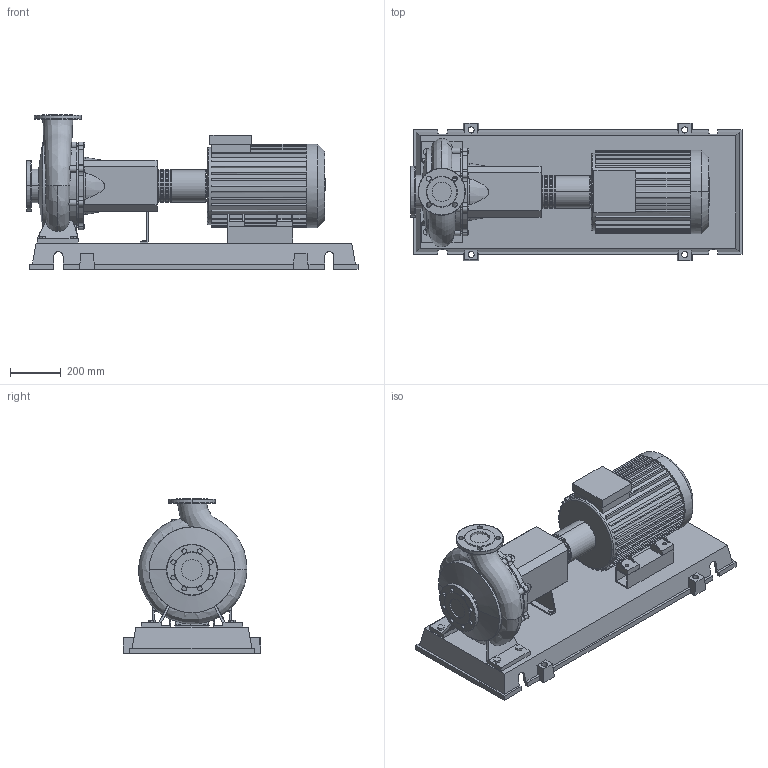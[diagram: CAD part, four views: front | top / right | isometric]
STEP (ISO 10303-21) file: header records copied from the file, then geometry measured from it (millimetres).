
FILE_DESCRIPTION((''),'2;1');
FILE_NAME('3d_NL65_315-15-4-05-4109216.stp','2015-03-03T07:50:04',(''),(''),'Mechanical Desktop 2009','Mechanical Desktop 2009',', , ');
FILE_SCHEMA(('CONFIG_CONTROL_DESIGN'));
Length unit declared in the file: millimetre
Products named in the file (1): Product
Bounding box: 1305 x 540 x 608 mm (x, y, z)
Volume: 82501602.1 mm3; surface area: 4451765.8 mm2
Topology: 13 solids, 13 shells, 855 faces, 2276 edges, 1497 vertices
Faces by surface type: plane 439, cylinder 209, bspline 185, cone 12, torus 10
Full cylindrical faces by diameter (mm): 337.5 x1
Entity records: 31369 total; most frequent: CARTESIAN_POINT 10027, ORIENTED_EDGE 4554, DIRECTION 4216, EDGE_CURVE 2277, VERTEX_POINT 1496, VECTOR 1448, LINE 1448, AXIS2_PLACEMENT_3D 1384
